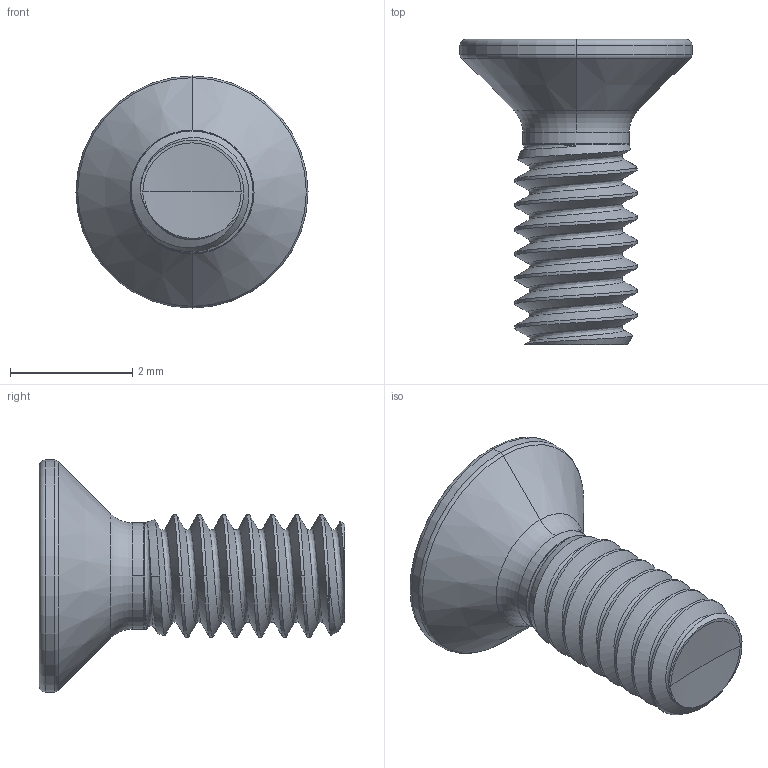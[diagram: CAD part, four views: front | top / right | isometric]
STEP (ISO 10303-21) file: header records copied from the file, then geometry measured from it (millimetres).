
FILE_DESCRIPTION (( 'STEP AP203' ), '1' );
FILE_NAME ('STM410200050.STEP', '2020-12-18T16:45:19', ( '' ), ( '' ), 'SwSTEP 2.0', 'SolidWorks 2015', '' );
FILE_SCHEMA (( 'CONFIG_CONTROL_DESIGN' ));
Length unit declared in the file: millimetre
Products named in the file (2): STM410200050
Bounding box: 3.8 x 5 x 3.8 mm (x, y, z)
Volume: 17.1 mm3; surface area: 64.5 mm2
Topology: 1 solids, 1 shells, 82 faces, 209 edges, 128 vertices
Faces by surface type: cylinder 38, bspline 18, torus 11, cone 11, sphere 2, plane 2
Entity records: 10693 total; most frequent: CARTESIAN_POINT 8837, ORIENTED_EDGE 414, DIRECTION 291, EDGE_CURVE 207, VERTEX_POINT 128, AXIS2_PLACEMENT_3D 122, EDGE_LOOP 83, FACE_OUTER_BOUND 82
